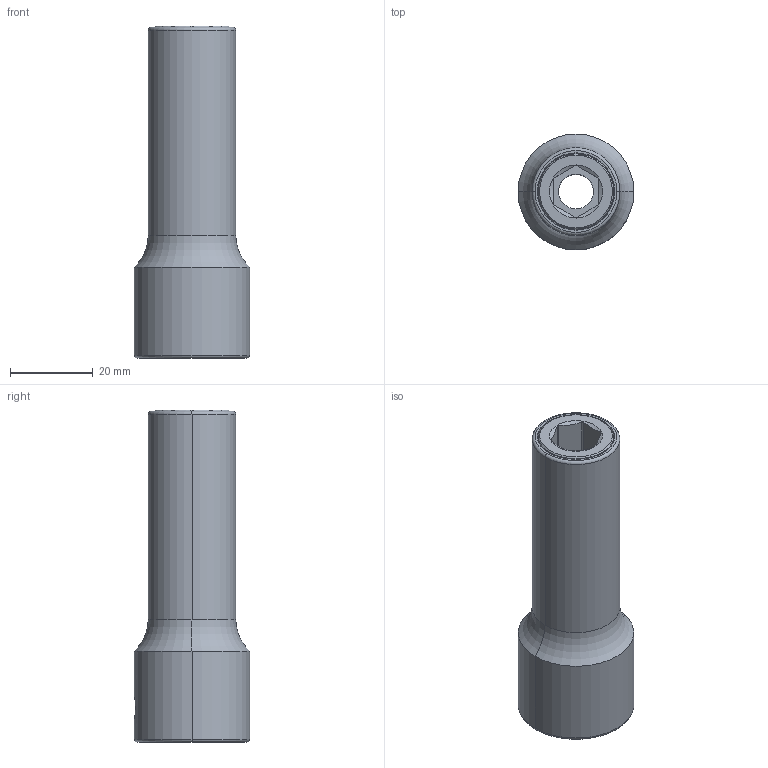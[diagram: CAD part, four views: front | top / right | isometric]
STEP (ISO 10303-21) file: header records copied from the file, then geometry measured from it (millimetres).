
FILE_DESCRIPTION((''),'2;1');
FILE_NAME('4027134411_ASM','2023-09-25T15:39:58',('a00565553'),(''),'CREO PARAMETRIC BY PTC INC, 2022414','CREO PARAMETRIC BY PTC INC, 2022414','');
FILE_SCHEMA(('CONFIG_CONTROL_DESIGN','GEOMETRIC_VALIDATION_PROPERTIES_MIM'));
Length unit declared in the file: millimetre
Products named in the file (3): 4027130311; 4027299273; 4027134411_ASM
Assembly tree (2 placements, depth 2):
  4027134411_ASM
    4027130311
    4027299273
Bounding box: 28 x 28 x 80.3 mm (x, y, z)
Volume: 25264.3 mm3; surface area: 19664.5 mm2
Topology: 2 solids, 2 shells, 79 faces, 205 edges, 128 vertices
Faces by surface type: cylinder 35, plane 21, torus 13, cone 10
Entity records: 3058 total; most frequent: CARTESIAN_POINT 722, DIRECTION 426, ORIENTED_EDGE 410, EDGE_CURVE 205, AXIS2_PLACEMENT_3D 178, VERTEX_POINT 128, CIRCLE 94, EDGE_LOOP 87
